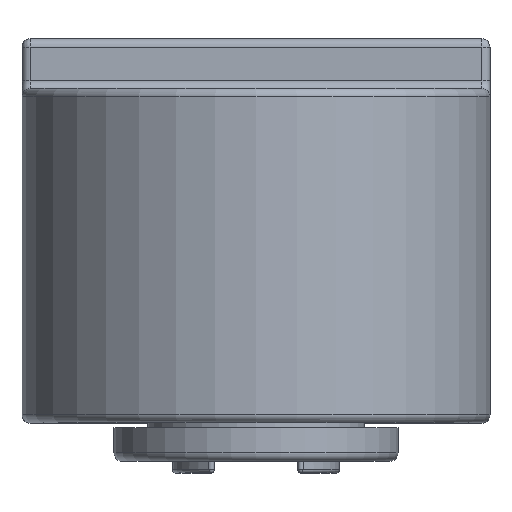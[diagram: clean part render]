
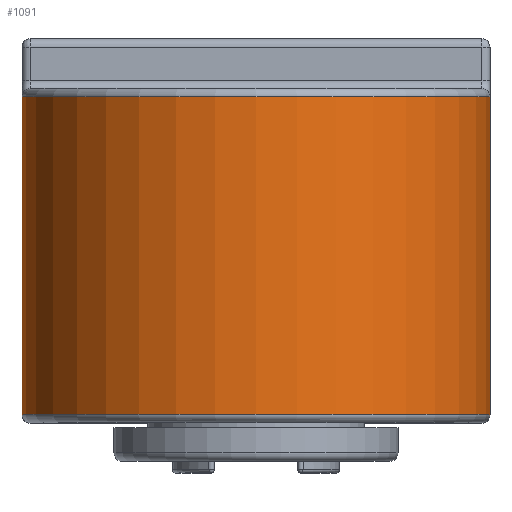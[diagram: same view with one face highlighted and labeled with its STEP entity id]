
A CAD part, top view. The second image highlights one B-rep face of the part: STEP entity #1091.
In plain terms, the highlighted cylindrical face has radius 14 mm (diameter 28 mm), a partial arc.
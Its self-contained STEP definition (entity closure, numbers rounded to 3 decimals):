
#861=CARTESIAN_POINT('',(-14.,-9.5,11.));
#862=VERTEX_POINT('',#861);
#893=CARTESIAN_POINT('',(14.,-9.5,11.));
#894=VERTEX_POINT('',#893);
#902=CARTESIAN_POINT('',(0.,-9.5,11.));
#903=DIRECTION('',(0.0,-1.0,0.0));
#904=DIRECTION('',(0.0,0.0,1.0));
#905=AXIS2_PLACEMENT_3D('',#902,#903,#904);
#906=CIRCLE('',#905,14.);
#907=EDGE_CURVE('',#894,#862,#906,.T.);
#969=CARTESIAN_POINT('',(-14.,9.5,11.));
#970=VERTEX_POINT('',#969);
#1001=CARTESIAN_POINT('',(14.,9.5,11.));
#1002=VERTEX_POINT('',#1001);
#1020=CARTESIAN_POINT('',(0.,9.5,11.));
#1021=DIRECTION('',(0.0,1.0,0.0));
#1022=DIRECTION('',(0.0,0.0,1.0));
#1023=AXIS2_PLACEMENT_3D('',#1020,#1021,#1022);
#1024=CIRCLE('',#1023,14.);
#1025=EDGE_CURVE('',#970,#1002,#1024,.T.);
#1066=CARTESIAN_POINT('',(-14.,9.5,11.));
#1067=DIRECTION('',(0.0,-1.0,0.0));
#1068=VECTOR('',#1067,19.0);
#1069=LINE('',#1066,#1068);
#1070=EDGE_CURVE('',#970,#862,#1069,.T.);
#1075=CARTESIAN_POINT('',(0.,10.0,11.));
#1076=DIRECTION('',(0.0,-1.0,0.0));
#1077=DIRECTION('',(-1.0,0.0,0.0));
#1078=AXIS2_PLACEMENT_3D('',#1075,#1076,#1077);
#1079=CYLINDRICAL_SURFACE('',#1078,14.);
#1080=ORIENTED_EDGE('',*,*,#1025,.F.);
#1081=ORIENTED_EDGE('',*,*,#1070,.T.);
#1082=ORIENTED_EDGE('',*,*,#907,.F.);
#1083=CARTESIAN_POINT('',(14.,9.5,11.));
#1084=DIRECTION('',(0.0,-1.0,0.0));
#1085=VECTOR('',#1084,19.);
#1086=LINE('',#1083,#1085);
#1087=EDGE_CURVE('',#1002,#894,#1086,.T.);
#1088=ORIENTED_EDGE('',*,*,#1087,.F.);
#1089=EDGE_LOOP('',(#1080,#1081,#1082,#1088));
#1090=FACE_OUTER_BOUND('',#1089,.T.);
#1091=ADVANCED_FACE('',(#1090),#1079,.T.);
